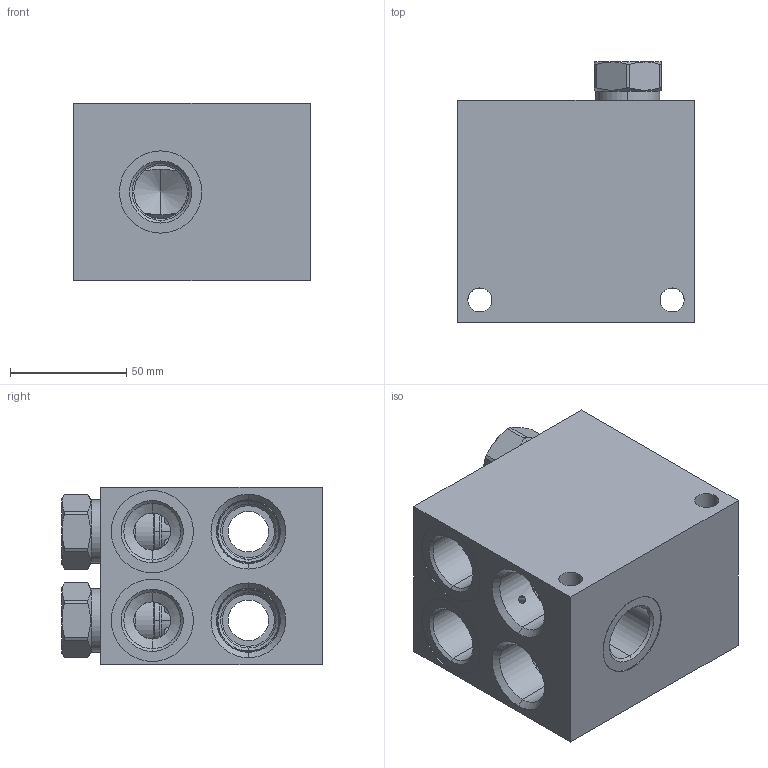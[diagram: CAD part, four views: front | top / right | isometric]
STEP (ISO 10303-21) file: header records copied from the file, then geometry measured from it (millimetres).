
FILE_DESCRIPTION((''),'2;1');
FILE_NAME('BNW_ASM','2024-02-01T',('ProEService'),(''),'PRO/ENGINEER BY PARAMETRIC TECHNOLOGY CORPORATION, 2014200','PRO/ENGINEER BY PARAMETRIC TECHNOLOGY CORPORATION, 2014200','');
FILE_SCHEMA(('CONFIG_CONTROL_DESIGN'));
Length unit declared in the file: inch
Products named in the file (6): 150-234-008; CXEDXCN; 340-002; 260-010; 800-001-070; BNW_ASM
Assembly tree (6 placements, depth 2):
  BNW_ASM
    150-234-008
    CXEDXCN  x2
    340-002
    260-010
    800-001-070
Bounding box: 101.6 x 111.91 x 76.2 mm (x, y, z)
Volume: 584209.1 mm3; surface area: 102281.6 mm2
Topology: 8 solids, 10 shells, 549 faces, 1595 edges, 1222 vertices
Faces by surface type: cylinder 233, plane 120, cone 120, torus 52, revolution 16, sphere 8
Entity records: 15154 total; most frequent: CARTESIAN_POINT 4641, DIRECTION 2265, ORIENTED_EDGE 1784, EDGE_CURVE 892, AXIS2_PLACEMENT_3D 813, VECTOR 631, LINE 631, VERTEX_POINT 542
